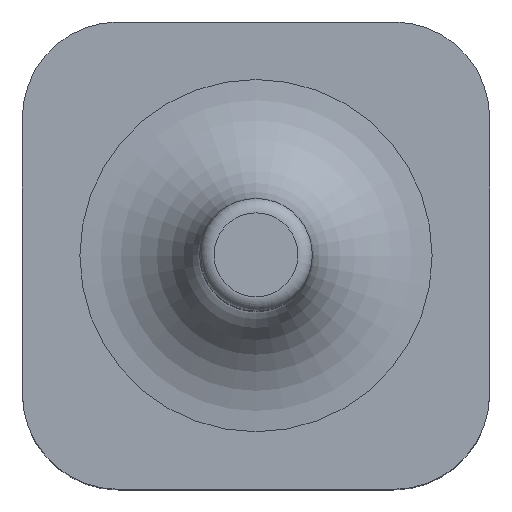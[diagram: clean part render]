
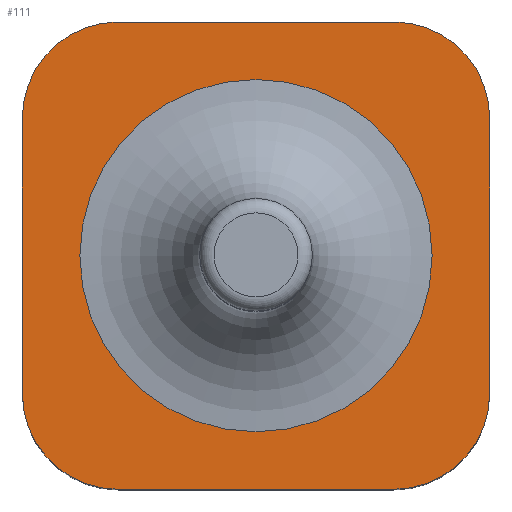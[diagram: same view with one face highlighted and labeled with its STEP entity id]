
A CAD part, top view. The second image highlights one B-rep face of the part: STEP entity #111.
In plain terms, the highlighted planar face has unit normal (0, 0, 1).
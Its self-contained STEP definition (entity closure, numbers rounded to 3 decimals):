
#81 = VERTEX_POINT('',#82);
#82 = CARTESIAN_POINT('',(-101.749,6.75,17.));
#89 = EDGE_CURVE('',#81,#81,#90,.T.);
#90 = CIRCLE('',#91,7.35);
#91 = AXIS2_PLACEMENT_3D('',#92,#93,#94);
#92 = CARTESIAN_POINT('',(-109.099,6.75,17.));
#93 = DIRECTION('',(0.,0.,1.));
#94 = DIRECTION('',(1.,0.,0.));
#111 = ADVANCED_FACE('',(#112,#115),#185,.T.);
#112 = FACE_BOUND('',#113,.T.);
#113 = EDGE_LOOP('',(#114));
#114 = ORIENTED_EDGE('',*,*,#89,.F.);
#115 = FACE_BOUND('',#116,.T.);
#116 = EDGE_LOOP('',(#117,#127,#136,#144,#153,#161,#170,#178));
#117 = ORIENTED_EDGE('',*,*,#118,.T.);
#118 = EDGE_CURVE('',#119,#121,#123,.T.);
#119 = VERTEX_POINT('',#120);
#120 = CARTESIAN_POINT('',(-103.349,16.5,17.));
#121 = VERTEX_POINT('',#122);
#122 = CARTESIAN_POINT('',(-114.849,16.5,17.));
#123 = LINE('',#124,#125);
#124 = CARTESIAN_POINT('',(-99.349,16.5,17.));
#125 = VECTOR('',#126,1.);
#126 = DIRECTION('',(-1.,0.,0.));
#127 = ORIENTED_EDGE('',*,*,#128,.F.);
#128 = EDGE_CURVE('',#129,#121,#131,.T.);
#129 = VERTEX_POINT('',#130);
#130 = CARTESIAN_POINT('',(-118.849,12.5,17.));
#131 = CIRCLE('',#132,4.);
#132 = AXIS2_PLACEMENT_3D('',#133,#134,#135);
#133 = CARTESIAN_POINT('',(-114.849,12.5,17.));
#134 = DIRECTION('',(-0.,-0.,-1.));
#135 = DIRECTION('',(0.,-1.,0.));
#136 = ORIENTED_EDGE('',*,*,#137,.T.);
#137 = EDGE_CURVE('',#129,#138,#140,.T.);
#138 = VERTEX_POINT('',#139);
#139 = CARTESIAN_POINT('',(-118.849,1.,17.));
#140 = LINE('',#141,#142);
#141 = CARTESIAN_POINT('',(-118.849,16.5,17.));
#142 = VECTOR('',#143,1.);
#143 = DIRECTION('',(0.,-1.,0.));
#144 = ORIENTED_EDGE('',*,*,#145,.T.);
#145 = EDGE_CURVE('',#138,#146,#148,.T.);
#146 = VERTEX_POINT('',#147);
#147 = CARTESIAN_POINT('',(-114.849,-3.,17.));
#148 = CIRCLE('',#149,4.);
#149 = AXIS2_PLACEMENT_3D('',#150,#151,#152);
#150 = CARTESIAN_POINT('',(-114.849,1.,17.));
#151 = DIRECTION('',(-0.,0.,1.));
#152 = DIRECTION('',(0.,-1.,0.));
#153 = ORIENTED_EDGE('',*,*,#154,.T.);
#154 = EDGE_CURVE('',#146,#155,#157,.T.);
#155 = VERTEX_POINT('',#156);
#156 = CARTESIAN_POINT('',(-103.349,-3.,17.));
#157 = LINE('',#158,#159);
#158 = CARTESIAN_POINT('',(-118.849,-3.,17.));
#159 = VECTOR('',#160,1.);
#160 = DIRECTION('',(1.,0.,0.));
#161 = ORIENTED_EDGE('',*,*,#162,.T.);
#162 = EDGE_CURVE('',#155,#163,#165,.T.);
#163 = VERTEX_POINT('',#164);
#164 = CARTESIAN_POINT('',(-99.349,1.,17.));
#165 = CIRCLE('',#166,4.);
#166 = AXIS2_PLACEMENT_3D('',#167,#168,#169);
#167 = CARTESIAN_POINT('',(-103.349,1.,17.));
#168 = DIRECTION('',(-0.,0.,1.));
#169 = DIRECTION('',(0.,-1.,0.));
#170 = ORIENTED_EDGE('',*,*,#171,.T.);
#171 = EDGE_CURVE('',#163,#172,#174,.T.);
#172 = VERTEX_POINT('',#173);
#173 = CARTESIAN_POINT('',(-99.349,12.5,17.));
#174 = LINE('',#175,#176);
#175 = CARTESIAN_POINT('',(-99.349,-3.,17.));
#176 = VECTOR('',#177,1.);
#177 = DIRECTION('',(0.,1.,0.));
#178 = ORIENTED_EDGE('',*,*,#179,.T.);
#179 = EDGE_CURVE('',#172,#119,#180,.T.);
#180 = CIRCLE('',#181,4.);
#181 = AXIS2_PLACEMENT_3D('',#182,#183,#184);
#182 = CARTESIAN_POINT('',(-103.349,12.5,17.));
#183 = DIRECTION('',(-0.,0.,1.));
#184 = DIRECTION('',(0.,-1.,0.));
#185 = PLANE('',#186);
#186 = AXIS2_PLACEMENT_3D('',#187,#188,#189);
#187 = CARTESIAN_POINT('',(-109.099,6.75,17.));
#188 = DIRECTION('',(0.,0.,1.));
#189 = DIRECTION('',(1.,0.,0.));
